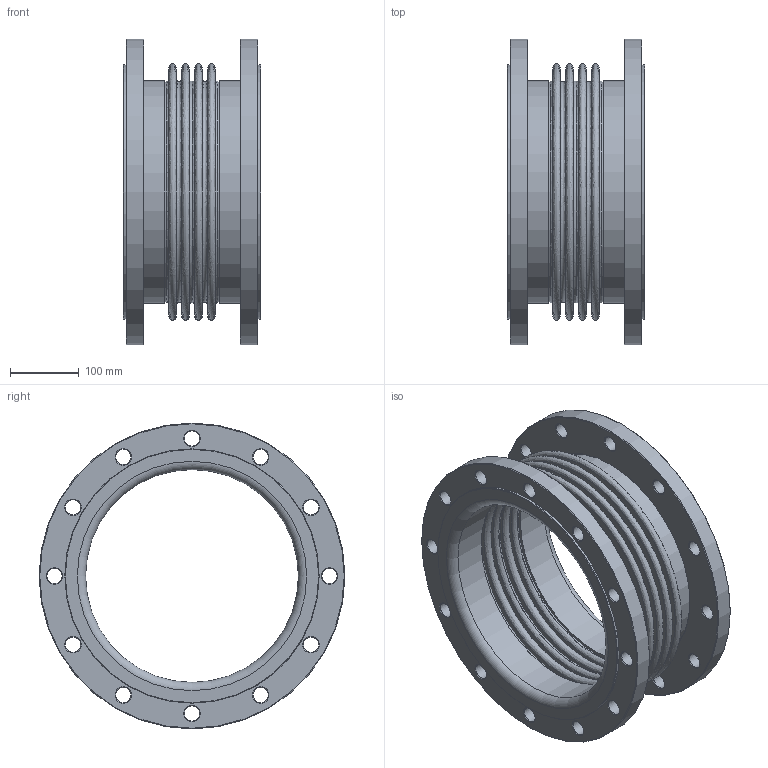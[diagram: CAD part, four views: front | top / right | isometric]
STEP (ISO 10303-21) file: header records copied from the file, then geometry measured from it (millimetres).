
FILE_DESCRIPTION(('HOOPS Exchange Step'),'2;1');
FILE_NAME('KP0500_DN300.stp','2025-11-03T14:16:15+01:00',('nieru'),('Unknown organisation'),'HOOPS Exchange 2024.2','HOOPS Exchange','Unknown authorisation');
FILE_SCHEMA( ('AP203_CONFIGURATION_CONTROLLED_3D_DESIGN_OF_MECHANICAL_PARTS_AND_ASSEMBLIES_MIM_LF') );
Length unit declared in the file: millimetre
Products named in the file (2): 0; root
Assembly tree (1 placements, depth 2):
  root
    0
Bounding box: 200 x 445 x 445 mm (x, y, z)
Volume: 5009542.9 mm3; surface area: 1319367.1 mm2
Topology: 3 solids, 3 shells, 148 faces, 398 edges, 278 vertices
Faces by surface type: cone 58, cylinder 38, plane 28, bspline 20, torus 4
Full cylindrical faces by diameter (mm): 22 x24, 309.7 x2, 317.304 x2, 321.304 x2, 323.9 x2, 325.9 x2, 370.002 x2, 445 x2
Entity records: 6988 total; most frequent: CARTESIAN_POINT 2931, DIRECTION 922, ORIENTED_EDGE 796, AXIS2_PLACEMENT_3D 413, EDGE_CURVE 398, CIRCLE 282, VERTEX_POINT 278, EDGE_LOOP 224
